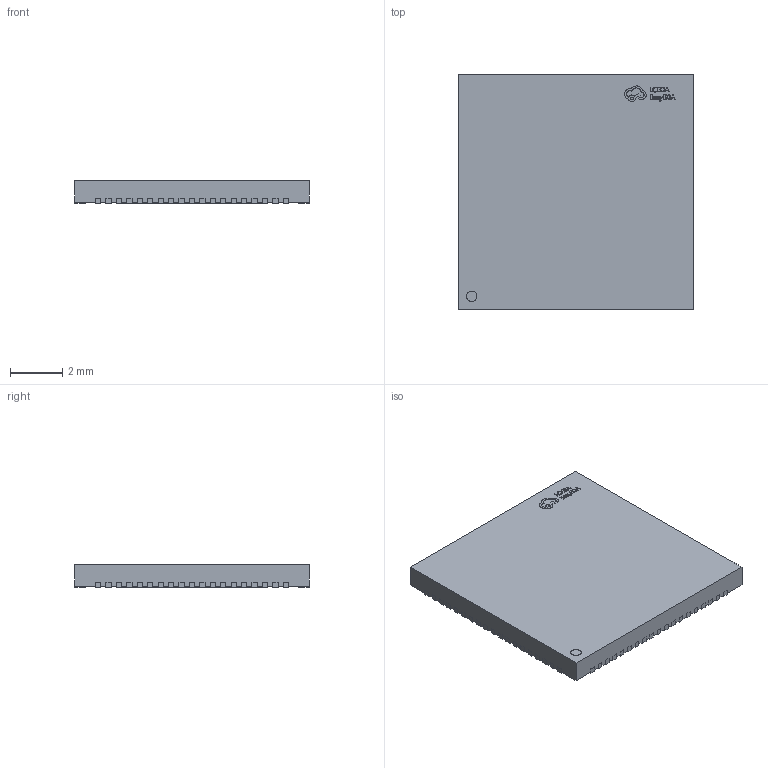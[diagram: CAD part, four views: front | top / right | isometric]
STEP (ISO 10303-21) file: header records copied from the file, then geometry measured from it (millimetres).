
FILE_DESCRIPTION (( 'STEP AP214' ), '1' );
FILE_NAME ('QFN-76_L9.0-W9.0-P0.40-BL-EP5.4.step', '2022-07-15T03:46:08', ( '' ), ( '' ), 'SwSTEP 2.0', 'SolidWorks 2020', '' );
FILE_SCHEMA (( 'AUTOMOTIVE_DESIGN' ));
Length unit declared in the file: millimetre
Products named in the file (1): QFN-76_L9.0-W9.0-P0.40-BL-EP5.4
Bounding box: 9 x 9 x 0.88 mm (x, y, z)
Volume: 69 mm3; surface area: 197.9 mm2
Topology: 14 solids, 14 shells, 780 faces, 2229 edges, 1486 vertices
Faces by surface type: plane 571, bspline 112, cylinder 97
Entity records: 34527 total; most frequent: CARTESIAN_POINT 6600, ORIENTED_EDGE 4458, DIRECTION 3533, EDGE_CURVE 2229, VECTOR 1807, LINE 1807, VERTEX_POINT 1486, AXIS2_PLACEMENT_3D 863
